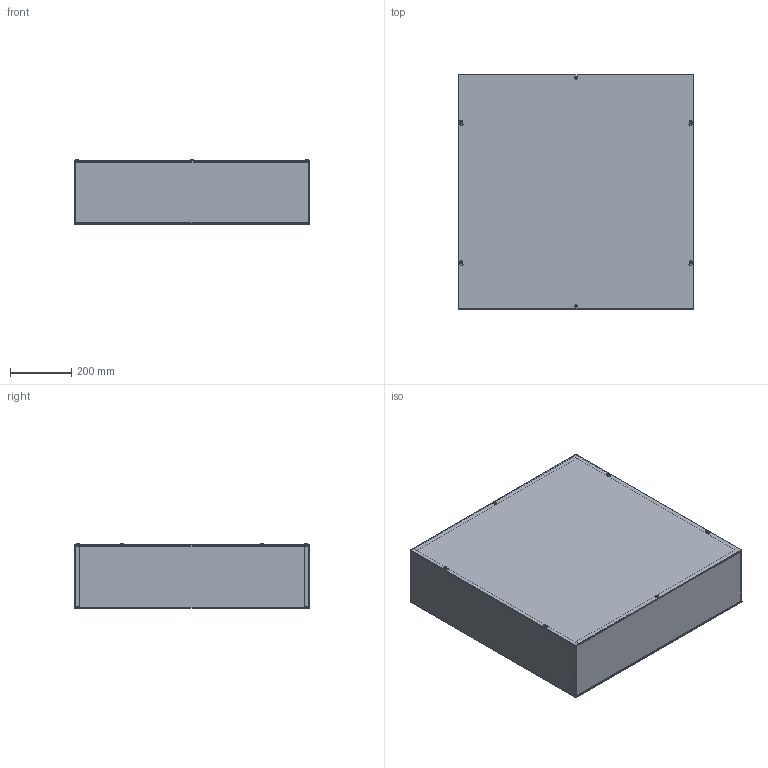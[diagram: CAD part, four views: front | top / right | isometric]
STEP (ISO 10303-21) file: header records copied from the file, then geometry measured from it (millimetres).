
FILE_DESCRIPTION(/* description */ ('SC_GNK, BLR, 30X30X8'),/* implementation_level */ '2;1');
FILE_NAME(/* name */ 'SC303008GNK.stp',/* time_stamp */ '2015-04-17T13:05:10+06:00',/* author */ ('schinnathambi'),/* organization */ (''),/* preprocessor_version */ 'ST-DEVELOPER v15.2',/* originating_system */ 'Autodesk Inventor 2014',/* authorisation */ '');
FILE_SCHEMA (('AUTOMOTIVE_DESIGN { 1 0 10303 214 3 1 1 }'));
Length unit declared in the file: inch
Products named in the file (5): SC303008GNKBLR; SC3008GNKTB; SC3030GLPA; 37214; SC_GNK-3pc
Bounding box: 766.76 x 762 x 211.3 mm (x, y, z)
Volume: 4407334 mm3; surface area: 3729563.9 mm2
Topology: 10 solids, 10 shells, 404 faces, 1032 edges, 648 vertices
Faces by surface type: plane 232, cone 66, cylinder 50, bspline 32, sphere 12, torus 12
Full cylindrical faces by diameter (mm): 4.343 x6, 4.826 x6, 7.144 x4, 7.925 x2
Entity records: 4920 total; most frequent: CARTESIAN_POINT 1096, DIRECTION 740, ORIENTED_EDGE 724, EDGE_CURVE 362, AXIS2_PLACEMENT_3D 260, VERTEX_POINT 228, LINE 220, VECTOR 220
